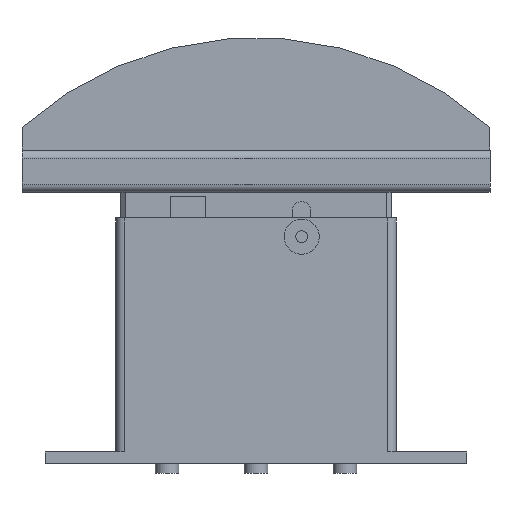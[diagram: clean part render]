
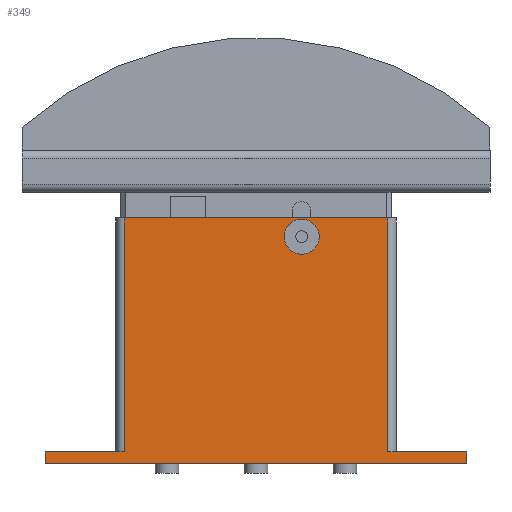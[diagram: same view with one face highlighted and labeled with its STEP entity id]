
A CAD part, front view. The second image highlights one B-rep face of the part: STEP entity #349.
In plain terms, the highlighted planar face has unit normal (0, -1, 0).
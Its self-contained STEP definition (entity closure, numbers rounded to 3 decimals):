
#349=ADVANCED_FACE('',(#702,#703),#704,.T.);
#702=FACE_BOUND('',#1058,.T.);
#703=FACE_OUTER_BOUND('',#1059,.T.);
#704=PLANE('',#1060);
#1058=EDGE_LOOP('',(#2113,#2114));
#1059=EDGE_LOOP('',(#2115,#2116,#2117,#2118,#2119,#2120,#2121,#2122));
#1060=AXIS2_PLACEMENT_3D('',#2123,#2124,#2125);
#2113=ORIENTED_EDGE('',*,*,#2558,.T.);
#2114=ORIENTED_EDGE('',*,*,#2197,.T.);
#2115=ORIENTED_EDGE('',*,*,#2603,.T.);
#2116=ORIENTED_EDGE('',*,*,#2600,.T.);
#2117=ORIENTED_EDGE('',*,*,#2522,.T.);
#2118=ORIENTED_EDGE('',*,*,#2585,.F.);
#2119=ORIENTED_EDGE('',*,*,#2607,.T.);
#2120=ORIENTED_EDGE('',*,*,#2608,.F.);
#2121=ORIENTED_EDGE('',*,*,#2609,.T.);
#2122=ORIENTED_EDGE('',*,*,#2610,.T.);
#2123=CARTESIAN_POINT('',(-45.0,-20.0,0.0));
#2124=DIRECTION('',(0.0,-1.0,0.0));
#2125=DIRECTION('',(1.0,0.0,0.0));
#2197=EDGE_CURVE('',#2646,#2643,#2647,.T.);
#2522=EDGE_CURVE('',#3144,#3145,#3146,.T.);
#2558=EDGE_CURVE('',#2643,#2646,#3189,.T.);
#2585=EDGE_CURVE('',#3220,#3145,#3222,.T.);
#2600=EDGE_CURVE('',#3242,#3144,#3243,.T.);
#2603=EDGE_CURVE('',#3246,#3242,#3247,.T.);
#2607=EDGE_CURVE('',#3220,#3252,#3253,.T.);
#2608=EDGE_CURVE('',#3254,#3252,#3255,.T.);
#2609=EDGE_CURVE('',#3254,#3256,#3257,.T.);
#2610=EDGE_CURVE('',#3256,#3246,#3258,.T.);
#2643=VERTEX_POINT('',#3298);
#2646=VERTEX_POINT('',#3302);
#2647=CIRCLE('',#3303,7.5);
#3144=VERTEX_POINT('',#4004);
#3145=VERTEX_POINT('',#4005);
#3146=LINE('',#4006,#4007);
#3189=CIRCLE('',#4058,7.5);
#3220=VERTEX_POINT('',#4096);
#3222=LINE('',#4098,#4099);
#3242=VERTEX_POINT('',#4126);
#3243=LINE('',#4127,#4128);
#3246=VERTEX_POINT('',#4131);
#3247=LINE('',#4132,#4133);
#3252=VERTEX_POINT('',#4140);
#3253=LINE('',#4141,#4142);
#3254=VERTEX_POINT('',#4143);
#3255=LINE('',#4144,#4145);
#3256=VERTEX_POINT('',#4146);
#3257=LINE('',#4147,#4148);
#3258=LINE('',#4149,#4150);
#3298=CARTESIAN_POINT('',(27.0,-20.0,97.0));
#3302=CARTESIAN_POINT('',(12.0,-20.0,97.0));
#3303=AXIS2_PLACEMENT_3D('',#4191,#4192,#4193);
#4004=CARTESIAN_POINT('',(56.4,-20.0,105.0));
#4005=CARTESIAN_POINT('',(-56.4,-20.,105.0));
#4006=CARTESIAN_POINT('',(0.0,-20.0,105.0));
#4007=VECTOR('',#4533,1.0);
#4058=AXIS2_PLACEMENT_3D('',#4590,#4591,#4592);
#4096=CARTESIAN_POINT('',(-56.4,-20.,5.0));
#4098=CARTESIAN_POINT('',(-56.4,-20.,5.0));
#4099=VECTOR('',#4624,1.0);
#4126=CARTESIAN_POINT('',(56.4,-20.0,5.0));
#4127=CARTESIAN_POINT('',(56.4,-20.0,5.0));
#4128=VECTOR('',#4638,1.0);
#4131=CARTESIAN_POINT('',(90.0,-20.0,5.0));
#4132=CARTESIAN_POINT('',(0.0,-20.0,5.0));
#4133=VECTOR('',#4642,1.0);
#4140=CARTESIAN_POINT('',(-90.0,-20.0,5.0));
#4141=CARTESIAN_POINT('',(0.0,-20.0,5.0));
#4142=VECTOR('',#4645,1.0);
#4143=CARTESIAN_POINT('',(-90.0,-20.0,0.0));
#4144=CARTESIAN_POINT('',(-90.0,-20.0,0.0));
#4145=VECTOR('',#4646,1.0);
#4146=CARTESIAN_POINT('',(90.0,-20.0,0.0));
#4147=CARTESIAN_POINT('',(0.0,-20.0,0.0));
#4148=VECTOR('',#4647,1.0);
#4149=CARTESIAN_POINT('',(90.0,-20.0,0.0));
#4150=VECTOR('',#4648,1.0);
#4191=CARTESIAN_POINT('',(19.5,-20.0,97.0));
#4192=DIRECTION('',(-0.0,1.0,0.0));
#4193=DIRECTION('',(1.0,0.0,0.0));
#4533=DIRECTION('',(-1.0,-0.0,-0.0));
#4590=CARTESIAN_POINT('',(19.5,-20.0,97.0));
#4591=DIRECTION('',(-0.0,1.0,0.0));
#4592=DIRECTION('',(1.0,0.0,0.0));
#4624=DIRECTION('',(0.0,0.0,1.0));
#4638=DIRECTION('',(0.0,0.0,1.0));
#4642=DIRECTION('',(-1.0,-0.0,-0.0));
#4645=DIRECTION('',(-1.0,-0.0,-0.0));
#4646=DIRECTION('',(0.0,0.0,1.0));
#4647=DIRECTION('',(1.0,0.0,0.0));
#4648=DIRECTION('',(0.0,0.0,1.0));
